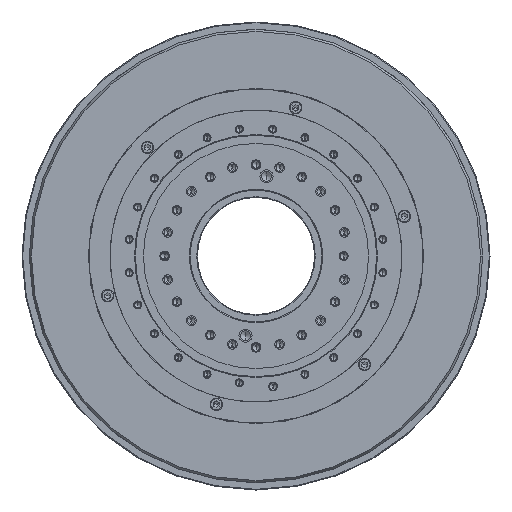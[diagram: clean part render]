
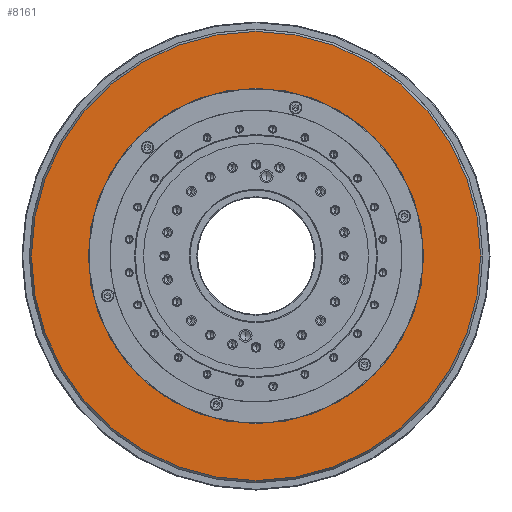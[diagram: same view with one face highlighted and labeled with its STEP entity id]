
A CAD part, front view. The second image highlights one B-rep face of the part: STEP entity #8161.
In plain terms, the highlighted face is planar.
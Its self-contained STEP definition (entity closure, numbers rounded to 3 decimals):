
#6828=CARTESIAN_POINT('',(0.,0.,-150.));
#6829=DIRECTION('',(0.,0.,1.));
#6830=DIRECTION('',(0.,1.,0.));
#6831=AXIS2_PLACEMENT_3D('',#6828,#6829,#6830);
#6833=CARTESIAN_POINT('',(0.,0.,-150.));
#6834=DIRECTION('',(0.,0.,-1.));
#6835=DIRECTION('',(0.,1.,0.));
#6836=AXIS2_PLACEMENT_3D('',#6833,#6834,#6835);
#6838=CARTESIAN_POINT('',(0.,0.,-150.));
#6839=DIRECTION('',(0.,0.,-1.));
#6840=DIRECTION('',(0.,-1.,0.));
#6841=AXIS2_PLACEMENT_3D('',#6838,#6839,#6840);
#6843=CARTESIAN_POINT('',(0.,0.,-150.));
#6844=DIRECTION('',(0.,0.,-1.));
#6845=DIRECTION('',(0.,1.,0.));
#6846=AXIS2_PLACEMENT_3D('',#6843,#6844,#6845);
#7861=CARTESIAN_POINT('',(0.,114.58,-150.));
#7863=VERTEX_POINT('',#7861);
#7865=CARTESIAN_POINT('',(0.,-114.58,-150.));
#7867=VERTEX_POINT('',#7865);
#8096=CARTESIAN_POINT('',(0.,-153.557,-150.));
#8097=CARTESIAN_POINT('',(0.,153.557,-150.));
#8098=VERTEX_POINT('',#8096);
#8099=VERTEX_POINT('',#8097);
#8144=CARTESIAN_POINT('',(0.,0.,-150.));
#8145=DIRECTION('',(0.,0.,1.));
#8146=DIRECTION('',(0.,1.,0.));
#8147=AXIS2_PLACEMENT_3D('',#8144,#8145,#8146);
#8148=PLANE('',#8147);
#8150=ORIENTED_EDGE('',*,*,#8149,.F.);
#8152=ORIENTED_EDGE('',*,*,#8151,.F.);
#8153=EDGE_LOOP('',(#8150,#8152));
#8154=FACE_OUTER_BOUND('',#8153,.F.);
#8156=ORIENTED_EDGE('',*,*,#8155,.F.);
#8158=ORIENTED_EDGE('',*,*,#8157,.T.);
#8159=EDGE_LOOP('',(#8156,#8158));
#8160=FACE_BOUND('',#8159,.F.);
#6832=CIRCLE('',#6831,114.58);
#6837=CIRCLE('',#6836,114.58);
#6842=CIRCLE('',#6841,153.557);
#6847=CIRCLE('',#6846,153.557);
#8149=EDGE_CURVE('',#8098,#8099,#6842,.T.);
#8151=EDGE_CURVE('',#8099,#8098,#6847,.T.);
#8155=EDGE_CURVE('',#7863,#7867,#6832,.T.);
#8157=EDGE_CURVE('',#7863,#7867,#6837,.T.);
#8161=ADVANCED_FACE('',(#8154,#8160),#8148,.F.);
